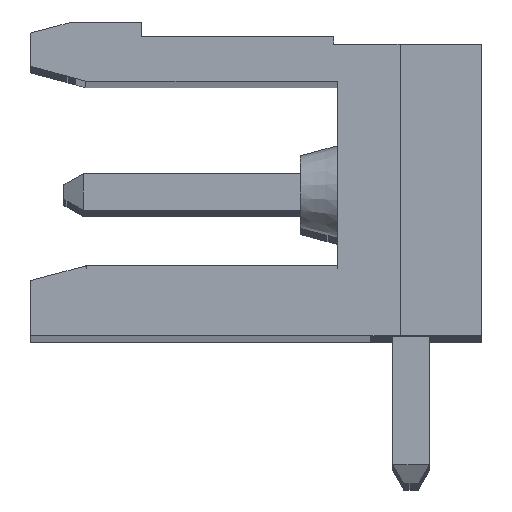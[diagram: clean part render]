
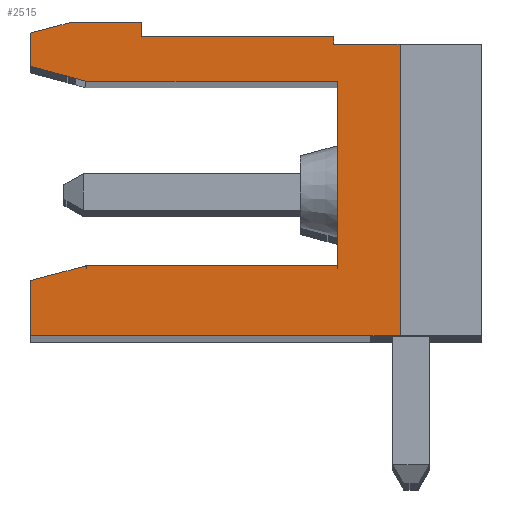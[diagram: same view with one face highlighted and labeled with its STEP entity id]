
A CAD part, top view. The second image highlights one B-rep face of the part: STEP entity #2515.
In plain terms, the highlighted planar face has unit normal (0, 0, 1).
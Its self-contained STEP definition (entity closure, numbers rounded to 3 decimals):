
#2515 = ADVANCED_FACE( '', ( #5442 ), #5443, .T. );
#5442 = FACE_OUTER_BOUND( '', #8780, .T. );
#5443 = PLANE( '', #8781 );
#8780 = EDGE_LOOP( '', ( #16357, #16358, #16359, #16360, #16361, #16362, #16363, #16364, #16365, #16366, #16367, #16368, #16369, #16370, #16371 ) );
#8781 = AXIS2_PLACEMENT_3D( '', #16372, #16373, #16374 );
#16357 = ORIENTED_EDGE( '', *, *, #22021, .T. );
#16358 = ORIENTED_EDGE( '', *, *, #22086, .T. );
#16359 = ORIENTED_EDGE( '', *, *, #22885, .T. );
#16360 = ORIENTED_EDGE( '', *, *, #22970, .T. );
#16361 = ORIENTED_EDGE( '', *, *, #21434, .F. );
#16362 = ORIENTED_EDGE( '', *, *, #22696, .T. );
#16363 = ORIENTED_EDGE( '', *, *, #22971, .F. );
#16364 = ORIENTED_EDGE( '', *, *, #21004, .F. );
#16365 = ORIENTED_EDGE( '', *, *, #20431, .F. );
#16366 = ORIENTED_EDGE( '', *, *, #21508, .T. );
#16367 = ORIENTED_EDGE( '', *, *, #22972, .T. );
#16368 = ORIENTED_EDGE( '', *, *, #22337, .T. );
#16369 = ORIENTED_EDGE( '', *, *, #22638, .T. );
#16370 = ORIENTED_EDGE( '', *, *, #22926, .T. );
#16371 = ORIENTED_EDGE( '', *, *, #22543, .T. );
#16372 = CARTESIAN_POINT( '', ( 194.225, 204.71, 106.68 ) );
#16373 = DIRECTION( '', ( 0., 0., 1. ) );
#16374 = DIRECTION( '', ( 1., 0., 0. ) );
#20431 = EDGE_CURVE( '', #24761, #24763, #24764, .T. );
#21004 = EDGE_CURVE( '', #24763, #25718, #25719, .T. );
#21434 = EDGE_CURVE( '', #26427, #26429, #26430, .T. );
#21508 = EDGE_CURVE( '', #24761, #26539, #26541, .T. );
#22021 = EDGE_CURVE( '', #27297, #27295, #27298, .T. );
#22086 = EDGE_CURVE( '', #27295, #27396, #27398, .T. );
#22337 = EDGE_CURVE( '', #27738, #27740, #27742, .T. );
#22543 = EDGE_CURVE( '', #28011, #27297, #28012, .T. );
#22638 = EDGE_CURVE( '', #27740, #28140, #28142, .T. );
#22696 = EDGE_CURVE( '', #26427, #28219, #28220, .T. );
#22885 = EDGE_CURVE( '', #27396, #28450, #28452, .T. );
#22926 = EDGE_CURVE( '', #28140, #28011, #28498, .T. );
#22970 = EDGE_CURVE( '', #28450, #26429, #28554, .T. );
#22971 = EDGE_CURVE( '', #25718, #28219, #28555, .T. );
#22972 = EDGE_CURVE( '', #26539, #27738, #28556, .T. );
#24761 = VERTEX_POINT( '', #30889 );
#24763 = VERTEX_POINT( '', #30892 );
#24764 = LINE( '', #30893, #30894 );
#25718 = VERTEX_POINT( '', #32302 );
#25719 = LINE( '', #32303, #32304 );
#26427 = VERTEX_POINT( '', #33382 );
#26429 = VERTEX_POINT( '', #33385 );
#26430 = LINE( '', #33386, #33387 );
#26539 = VERTEX_POINT( '', #33550 );
#26541 = LINE( '', #33553, #33554 );
#27295 = VERTEX_POINT( '', #34687 );
#27297 = VERTEX_POINT( '', #34690 );
#27298 = LINE( '', #34691, #34692 );
#27396 = VERTEX_POINT( '', #34825 );
#27398 = LINE( '', #34828, #34829 );
#27738 = VERTEX_POINT( '', #35345 );
#27740 = VERTEX_POINT( '', #35348 );
#27742 = LINE( '', #35351, #35352 );
#28011 = VERTEX_POINT( '', #35762 );
#28012 = LINE( '', #35763, #35764 );
#28140 = VERTEX_POINT( '', #35957 );
#28142 = LINE( '', #35960, #35961 );
#28219 = VERTEX_POINT( '', #36077 );
#28220 = LINE( '', #36078, #36079 );
#28450 = VERTEX_POINT( '', #36431 );
#28452 = LINE( '', #36434, #36435 );
#28498 = LINE( '', #36502, #36503 );
#28554 = LINE( '', #36595, #36596 );
#28555 = LINE( '', #36597, #36598 );
#28556 = LINE( '', #36599, #36600 );
#30889 = CARTESIAN_POINT( '', ( 197.225, 204.31, 106.68 ) );
#30892 = CARTESIAN_POINT( '', ( 202.425, 204.31, 106.68 ) );
#30893 = CARTESIAN_POINT( '', ( 202.425, 204.31, 106.68 ) );
#30894 = VECTOR( '', #38262, 1000. );
#32302 = CARTESIAN_POINT( '', ( 202.425, 204.11, 106.68 ) );
#32303 = CARTESIAN_POINT( '', ( 202.425, 204.11, 106.68 ) );
#32304 = VECTOR( '', #38747, 1000. );
#33382 = CARTESIAN_POINT( '', ( 204.225, 196.21, 106.68 ) );
#33385 = CARTESIAN_POINT( '', ( 194.225, 196.21, 106.68 ) );
#33386 = CARTESIAN_POINT( '', ( 194.225, 196.21, 106.68 ) );
#33387 = VECTOR( '', #39113, 1000. );
#33550 = CARTESIAN_POINT( '', ( 197.225, 204.71, 106.68 ) );
#33553 = CARTESIAN_POINT( '', ( 197.225, 204.81, 106.68 ) );
#33554 = VECTOR( '', #39172, 1000. );
#34687 = CARTESIAN_POINT( '', ( 202.525, 198.11, 106.68 ) );
#34690 = CARTESIAN_POINT( '', ( 202.525, 203.11, 106.68 ) );
#34691 = CARTESIAN_POINT( '', ( 202.525, 204.71, 106.68 ) );
#34692 = VECTOR( '', #39625, 1000. );
#34825 = CARTESIAN_POINT( '', ( 195.725, 198.11, 106.68 ) );
#34828 = CARTESIAN_POINT( '', ( 194.225, 198.11, 106.68 ) );
#34829 = VECTOR( '', #39707, 1000. );
#35345 = CARTESIAN_POINT( '', ( 195.345, 204.71, 106.68 ) );
#35348 = CARTESIAN_POINT( '', ( 194.225, 204.41, 106.68 ) );
#35351 = CARTESIAN_POINT( '', ( 194.225, 204.41, 106.68 ) );
#35352 = VECTOR( '', #39910, 1000. );
#35762 = CARTESIAN_POINT( '', ( 195.718, 203.11, 106.68 ) );
#35763 = CARTESIAN_POINT( '', ( 194.225, 203.11, 106.68 ) );
#35764 = VECTOR( '', #40055, 1000. );
#35957 = CARTESIAN_POINT( '', ( 194.225, 203.51, 106.68 ) );
#35960 = CARTESIAN_POINT( '', ( 194.225, 204.31, 106.68 ) );
#35961 = VECTOR( '', #40128, 1000. );
#36077 = CARTESIAN_POINT( '', ( 204.225, 204.11, 106.68 ) );
#36078 = CARTESIAN_POINT( '', ( 204.225, 204.71, 106.68 ) );
#36079 = VECTOR( '', #40168, 1000. );
#36431 = CARTESIAN_POINT( '', ( 194.225, 197.708, 106.68 ) );
#36434 = CARTESIAN_POINT( '', ( 195.976, 198.177, 106.68 ) );
#36435 = VECTOR( '', #40295, 1000. );
#36502 = CARTESIAN_POINT( '', ( 193.925, 203.591, 106.68 ) );
#36503 = VECTOR( '', #40323, 1000. );
#36595 = CARTESIAN_POINT( '', ( 194.225, 204.31, 106.68 ) );
#36596 = VECTOR( '', #40360, 1000. );
#36597 = CARTESIAN_POINT( '', ( 206.425, 204.11, 106.68 ) );
#36598 = VECTOR( '', #40361, 1000. );
#36599 = CARTESIAN_POINT( '', ( 195.718, 204.71, 106.68 ) );
#36600 = VECTOR( '', #40362, 1000. );
#38262 = DIRECTION( '', ( 1., 0., 0. ) );
#38747 = DIRECTION( '', ( 0., -1., 0. ) );
#39113 = DIRECTION( '', ( -1., 0., 0. ) );
#39172 = DIRECTION( '', ( 0., 1., 0. ) );
#39625 = DIRECTION( '', ( 0., -1., 0. ) );
#39707 = DIRECTION( '', ( -1., 0., 0. ) );
#39910 = DIRECTION( '', ( -0.966, -0.259, 0. ) );
#40055 = DIRECTION( '', ( 1., 0., 0. ) );
#40128 = DIRECTION( '', ( 0., -1., 0. ) );
#40168 = DIRECTION( '', ( 0., 1., 0. ) );
#40295 = DIRECTION( '', ( -0.966, -0.259, 0. ) );
#40323 = DIRECTION( '', ( 0.966, -0.259, 0. ) );
#40360 = DIRECTION( '', ( 0., -1., 0. ) );
#40361 = DIRECTION( '', ( 1., 0., 0. ) );
#40362 = DIRECTION( '', ( -1., 0., 0. ) );
